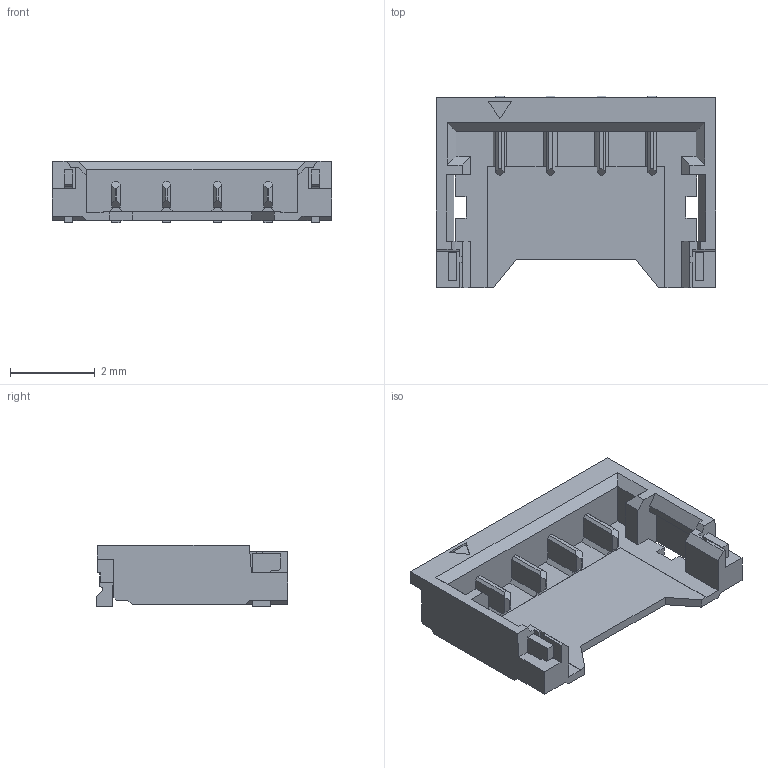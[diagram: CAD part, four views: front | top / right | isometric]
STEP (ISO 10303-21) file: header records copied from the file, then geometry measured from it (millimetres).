
FILE_DESCRIPTION((''),'2;1');
FILE_NAME('MOLEX_78171-0004.stp','2012-08-20T16:06:43',(''),(''),'Mechanical Desktop 2011','Mechanical Desktop 2011',', , ');
FILE_SCHEMA(('AUTOMOTIVE_DESIGN { 1 2 10303 214 1 1 1 1 }'));
Length unit declared in the file: millimetre
Products named in the file (1): Product
Bounding box: 6.6 x 4.53 x 1.45 mm (x, y, z)
Volume: 14 mm3; surface area: 109.7 mm2
Topology: 13 solids, 13 shells, 250 faces, 657 edges, 432 vertices
Faces by surface type: plane 228, bspline 16, cylinder 6
Entity records: 7584 total; most frequent: CARTESIAN_POINT 1388, ORIENTED_EDGE 1314, DIRECTION 1139, EDGE_CURVE 657, VECTOR 645, LINE 645, VERTEX_POINT 432, EDGE_LOOP 253
